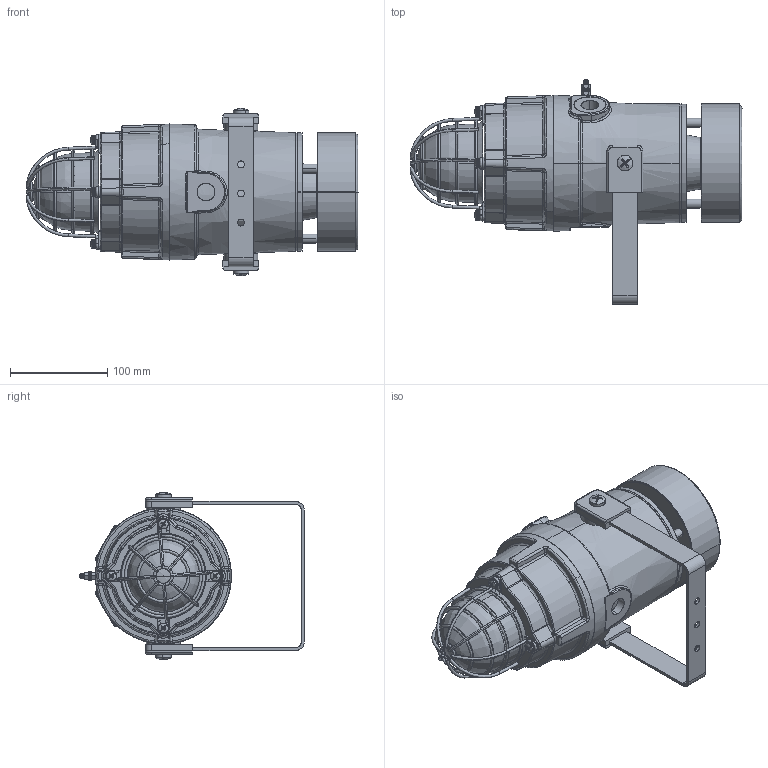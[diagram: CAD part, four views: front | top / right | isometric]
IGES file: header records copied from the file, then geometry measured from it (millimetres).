
Start section: SolidWorks IGES file using analytic representation for surfaces
Global section: file name: D1xC1-R_defeatured.IGS; native system: SolidWorks 2016; preprocessor: SolidWorks 2016; author: randip.rait; date: 151019.155839; units: millimetre
Bounding box: 341.65 x 231 x 172.49 mm (x, y, z)
Surface area: 234300.9 mm2 (no closed solid volume)
Topology: 0 solids, 0 shells, 1228 faces, 10862 edges, 10820 vertices
Faces by surface type: bspline 743, revolution 485
